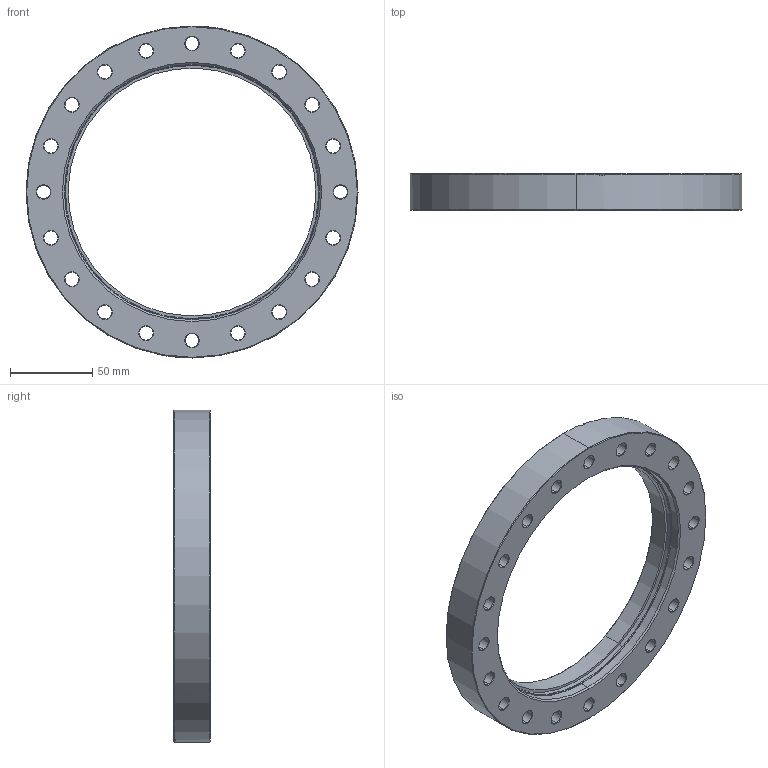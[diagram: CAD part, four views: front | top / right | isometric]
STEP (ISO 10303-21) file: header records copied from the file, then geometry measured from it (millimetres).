
FILE_DESCRIPTION (( 'STEP AP214' ), '1' );
FILE_NAME ('Hositrad_CF150-154-R.STEP', '2017-05-02T09:07:36', ( 'Gebruiker' ), ( '' ), 'SwSTEP 2.0', 'SolidWorks 2017', '' );
FILE_SCHEMA (( 'AUTOMOTIVE_DESIGN' ));
Length unit declared in the file: millimetre
Products named in the file (3): NW150CF-R-InnerWeld; NW150CF-R-OuterWeld_-154; Hositrad_CF150-154-R
Assembly tree (2 placements, depth 2):
  Hositrad_CF150-154-R
    NW150CF-R-OuterWeld_-154
    NW150CF-R-InnerWeld
Bounding box: 202.4 x 22.3 x 202.4 mm (x, y, z)
Volume: 275498 mm3; surface area: 85901.7 mm2
Topology: 2 solids, 2 shells, 162 faces, 376 edges, 219 vertices
Faces by surface type: cone 97, cylinder 52, plane 13
Entity records: 4813 total; most frequent: DIRECTION 915, CARTESIAN_POINT 774, ORIENTED_EDGE 752, AXIS2_PLACEMENT_3D 376, EDGE_CURVE 376, VERTEX_POINT 219, CIRCLE 209, EDGE_LOOP 207
